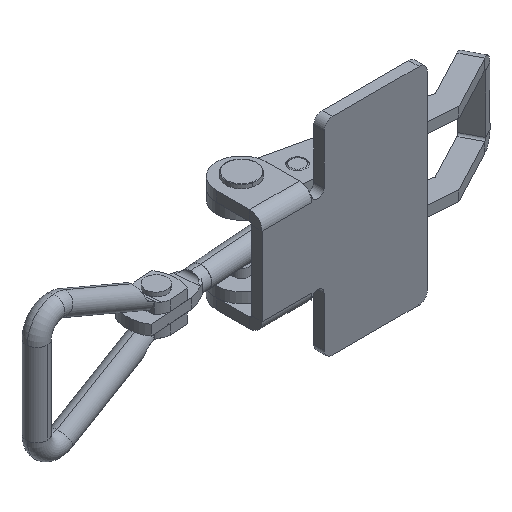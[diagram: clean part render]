
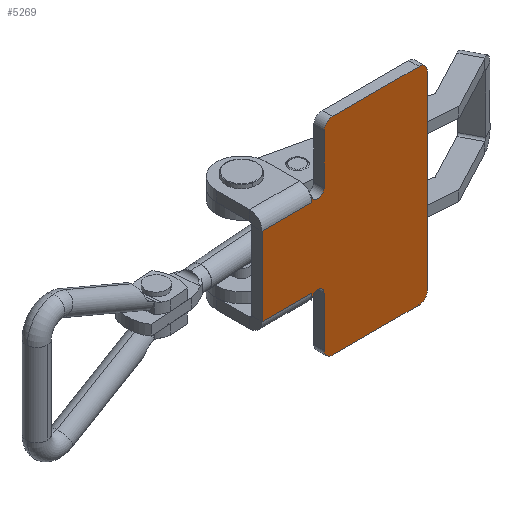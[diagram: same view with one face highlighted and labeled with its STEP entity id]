
A CAD part, isometric view. The second image highlights one B-rep face of the part: STEP entity #5269.
In plain terms, the highlighted planar face has unit normal (0, -1, 0).
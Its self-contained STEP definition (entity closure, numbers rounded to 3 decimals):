
#108 = EDGE_CURVE ( 'NONE', #2454, #4408, #1498, .T. ) ;
#170 = ORIENTED_EDGE ( 'NONE', *, *, #1618, .F. ) ;
#176 = ORIENTED_EDGE ( 'NONE', *, *, #841, .F. ) ;
#221 = AXIS2_PLACEMENT_3D ( 'NONE', #4983, #5314, #4157 ) ;
#246 = ORIENTED_EDGE ( 'NONE', *, *, #1163, .F. ) ;
#270 = VECTOR ( 'NONE', #1732, 1000. ) ;
#290 = CARTESIAN_POINT ( 'NONE',  ( 15., -2.5, -48. ) ) ;
#305 = AXIS2_PLACEMENT_3D ( 'NONE', #4594, #1711, #5107 ) ;
#321 = CARTESIAN_POINT ( 'NONE',  ( 17., -2.5, -50. ) ) ;
#342 = VECTOR ( 'NONE', #5696, 1000. ) ;
#398 = ORIENTED_EDGE ( 'NONE', *, *, #108, .F. ) ;
#606 = CARTESIAN_POINT ( 'NONE',  ( 17., -2.5, -2. ) ) ;
#611 = VERTEX_POINT ( 'NONE', #1971 ) ;
#640 = LINE ( 'NONE', #3820, #342 ) ;
#665 = CARTESIAN_POINT ( 'NONE',  ( 12., -2.5, -15.5 ) ) ;
#669 = CARTESIAN_POINT ( 'NONE',  ( 15., -2.5, -48. ) ) ;
#683 = EDGE_CURVE ( 'NONE', #4788, #5536, #4577, .T. ) ;
#737 = CARTESIAN_POINT ( 'NONE',  ( 40., -2.5, -2. ) ) ;
#789 = EDGE_CURVE ( 'NONE', #4408, #4788, #807, .T. ) ;
#807 = LINE ( 'NONE', #669, #4823 ) ;
#841 = EDGE_CURVE ( 'NONE', #5159, #5423, #3687, .T. ) ;
#848 = EDGE_CURVE ( 'NONE', #5423, #2707, #5907, .T. ) ;
#941 = DIRECTION ( 'NONE',  ( 0., 0., 1. ) ) ;
#1087 = ORIENTED_EDGE ( 'NONE', *, *, #1505, .F. ) ;
#1092 = VERTEX_POINT ( 'NONE', #4248 ) ;
#1131 = VERTEX_POINT ( 'NONE', #3924 ) ;
#1163 = EDGE_CURVE ( 'NONE', #5289, #2454, #4334, .T. ) ;
#1213 = CARTESIAN_POINT ( 'NONE',  ( 38., -2.5, -48. ) ) ;
#1279 = ORIENTED_EDGE ( 'NONE', *, *, #1780, .F. ) ;
#1376 = CIRCLE ( 'NONE', #305, 1.5 ) ;
#1434 = DIRECTION ( 'NONE',  ( 0., 0., -1. ) ) ;
#1471 = LINE ( 'NONE', #2713, #270 ) ;
#1498 = CIRCLE ( 'NONE', #4697, 2. ) ;
#1501 = PLANE ( 'NONE',  #2735 ) ;
#1505 = EDGE_CURVE ( 'NONE', #5214, #5289, #1516, .T. ) ;
#1516 = CIRCLE ( 'NONE', #2661, 2. ) ;
#1518 = ORIENTED_EDGE ( 'NONE', *, *, #5819, .F. ) ;
#1532 = VECTOR ( 'NONE', #5777, 1000. ) ;
#1579 = VERTEX_POINT ( 'NONE', #1626 ) ;
#1581 = CARTESIAN_POINT ( 'NONE',  ( 15., -2.5, -36. ) ) ;
#1587 = EDGE_LOOP ( 'NONE', ( #5350, #4329, #1518, #1901, #3258, #176, #3552, #5661, #170, #3641, #3794, #398, #246, #1087, #1279, #5894, #2217 ) ) ;
#1618 = EDGE_CURVE ( 'NONE', #5536, #2884, #4687, .T. ) ;
#1626 = CARTESIAN_POINT ( 'NONE',  ( 15., -2.5, -2. ) ) ;
#1711 = DIRECTION ( 'NONE',  ( 0., -1., 0. ) ) ;
#1732 = DIRECTION ( 'NONE',  ( 1., 0., 0. ) ) ;
#1755 = LINE ( 'NONE', #3465, #2913 ) ;
#1780 = EDGE_CURVE ( 'NONE', #2280, #5214, #3746, .T. ) ;
#1876 = CARTESIAN_POINT ( 'NONE',  ( 17., -2.5, -50. ) ) ;
#1901 = ORIENTED_EDGE ( 'NONE', *, *, #3532, .F. ) ;
#1915 = VECTOR ( 'NONE', #3623, 1000. ) ;
#1944 = EDGE_CURVE ( 'NONE', #1579, #4068, #2210, .T. ) ;
#1962 = AXIS2_PLACEMENT_3D ( 'NONE', #4765, #2415, #5010 ) ;
#1964 = DIRECTION ( 'NONE',  ( 0., 0., -1. ) ) ;
#1971 = CARTESIAN_POINT ( 'NONE',  ( 12., -2.5, -14. ) ) ;
#2023 = CARTESIAN_POINT ( 'NONE',  ( 12., -2.5, -36. ) ) ;
#2066 = LINE ( 'NONE', #5796, #3356 ) ;
#2103 = VECTOR ( 'NONE', #4875, 1000. ) ;
#2135 = DIRECTION ( 'NONE',  ( 0., 0., -1. ) ) ;
#2210 = CIRCLE ( 'NONE', #5263, 2. ) ;
#2217 = ORIENTED_EDGE ( 'NONE', *, *, #4988, .F. ) ;
#2268 = CARTESIAN_POINT ( 'NONE',  ( 40., -2.5, -2. ) ) ;
#2280 = VERTEX_POINT ( 'NONE', #2268 ) ;
#2322 = VECTOR ( 'NONE', #2135, 1000. ) ;
#2370 = DIRECTION ( 'NONE',  ( 0., 1., 0. ) ) ;
#2415 = DIRECTION ( 'NONE',  ( 0., 1., 0. ) ) ;
#2454 = VERTEX_POINT ( 'NONE', #1876 ) ;
#2638 = EDGE_CURVE ( 'NONE', #3976, #2280, #3077, .T. ) ;
#2661 = AXIS2_PLACEMENT_3D ( 'NONE', #1213, #5623, #1434 ) ;
#2678 = FACE_OUTER_BOUND ( 'NONE', #1587, .T. ) ;
#2707 = VERTEX_POINT ( 'NONE', #665 ) ;
#2713 = CARTESIAN_POINT ( 'NONE',  ( 17., -2.5, 0. ) ) ;
#2735 = AXIS2_PLACEMENT_3D ( 'NONE', #606, #4876, #1964 ) ;
#2884 = VERTEX_POINT ( 'NONE', #2023 ) ;
#2900 = CARTESIAN_POINT ( 'NONE',  ( 0., -2.5, -15.5 ) ) ;
#2913 = VECTOR ( 'NONE', #4422, 1000. ) ;
#2917 = CARTESIAN_POINT ( 'NONE',  ( 40., -2.5, -48. ) ) ;
#2951 = DIRECTION ( 'NONE',  ( -1., 0., 0. ) ) ;
#2954 = CARTESIAN_POINT ( 'NONE',  ( 38., -2.5, -50. ) ) ;
#3021 = AXIS2_PLACEMENT_3D ( 'NONE', #4037, #5653, #5246 ) ;
#3077 = CIRCLE ( 'NONE', #1962, 2. ) ;
#3192 = CARTESIAN_POINT ( 'NONE',  ( 17., -2.5, -48. ) ) ;
#3258 = ORIENTED_EDGE ( 'NONE', *, *, #848, .F. ) ;
#3356 = VECTOR ( 'NONE', #2951, 1000. ) ;
#3413 = CARTESIAN_POINT ( 'NONE',  ( 15., -2.5, -2. ) ) ;
#3456 = EDGE_CURVE ( 'NONE', #1131, #5159, #2066, .T. ) ;
#3465 = CARTESIAN_POINT ( 'NONE',  ( 12., -2.5, -15.5 ) ) ;
#3532 = EDGE_CURVE ( 'NONE', #2707, #611, #1755, .T. ) ;
#3552 = ORIENTED_EDGE ( 'NONE', *, *, #3456, .F. ) ;
#3623 = DIRECTION ( 'NONE',  ( -1., 0., 0. ) ) ;
#3641 = ORIENTED_EDGE ( 'NONE', *, *, #683, .F. ) ;
#3687 = LINE ( 'NONE', #4828, #2103 ) ;
#3746 = LINE ( 'NONE', #737, #2322 ) ;
#3794 = ORIENTED_EDGE ( 'NONE', *, *, #789, .F. ) ;
#3808 = CARTESIAN_POINT ( 'NONE',  ( 17., -2.5, 0. ) ) ;
#3820 = CARTESIAN_POINT ( 'NONE',  ( 12., -2.5, -34.5 ) ) ;
#3924 = CARTESIAN_POINT ( 'NONE',  ( 12., -2.5, -34.5 ) ) ;
#3933 = LINE ( 'NONE', #3413, #1532 ) ;
#3976 = VERTEX_POINT ( 'NONE', #5275 ) ;
#4037 = CARTESIAN_POINT ( 'NONE',  ( 13.5, -2.5, -36. ) ) ;
#4068 = VERTEX_POINT ( 'NONE', #3808 ) ;
#4157 = DIRECTION ( 'NONE',  ( 0., 0., 1. ) ) ;
#4240 = DIRECTION ( 'NONE',  ( 0., 1., 0. ) ) ;
#4248 = CARTESIAN_POINT ( 'NONE',  ( 15., -2.5, -14. ) ) ;
#4329 = ORIENTED_EDGE ( 'NONE', *, *, #5258, .F. ) ;
#4334 = LINE ( 'NONE', #321, #1915 ) ;
#4399 = CARTESIAN_POINT ( 'NONE',  ( 13.5, -2.5, -34.5 ) ) ;
#4408 = VERTEX_POINT ( 'NONE', #290 ) ;
#4422 = DIRECTION ( 'NONE',  ( 0., 0., 1. ) ) ;
#4478 = CARTESIAN_POINT ( 'NONE',  ( 0., -2.5, -15.5 ) ) ;
#4577 = CIRCLE ( 'NONE', #3021, 1.5 ) ;
#4594 = CARTESIAN_POINT ( 'NONE',  ( 13.5, -2.5, -14. ) ) ;
#4687 = CIRCLE ( 'NONE', #221, 1.5 ) ;
#4697 = AXIS2_PLACEMENT_3D ( 'NONE', #3192, #2370, #5056 ) ;
#4722 = EDGE_CURVE ( 'NONE', #2884, #1131, #640, .T. ) ;
#4765 = CARTESIAN_POINT ( 'NONE',  ( 38., -2.5, -2. ) ) ;
#4788 = VERTEX_POINT ( 'NONE', #1581 ) ;
#4823 = VECTOR ( 'NONE', #941, 1000. ) ;
#4828 = CARTESIAN_POINT ( 'NONE',  ( 0., -2.5, -15.5 ) ) ;
#4875 = DIRECTION ( 'NONE',  ( 0., 0., 1. ) ) ;
#4876 = DIRECTION ( 'NONE',  ( 0., -1., 0. ) ) ;
#4983 = CARTESIAN_POINT ( 'NONE',  ( 13.5, -2.5, -36. ) ) ;
#4988 = EDGE_CURVE ( 'NONE', #4068, #3976, #1471, .T. ) ;
#5010 = DIRECTION ( 'NONE',  ( 0., 0., 1. ) ) ;
#5056 = DIRECTION ( 'NONE',  ( 0., 0., 1. ) ) ;
#5107 = DIRECTION ( 'NONE',  ( 0., 0., -1. ) ) ;
#5159 = VERTEX_POINT ( 'NONE', #5709 ) ;
#5214 = VERTEX_POINT ( 'NONE', #2917 ) ;
#5246 = DIRECTION ( 'NONE',  ( 0., 0., 1. ) ) ;
#5258 = EDGE_CURVE ( 'NONE', #1092, #1579, #3933, .T. ) ;
#5263 = AXIS2_PLACEMENT_3D ( 'NONE', #5703, #4240, #5974 ) ;
#5269 = ADVANCED_FACE ( 'NONE', ( #2678 ), #1501, .T. ) ;
#5271 = DIRECTION ( 'NONE',  ( 1., 0., 0. ) ) ;
#5275 = CARTESIAN_POINT ( 'NONE',  ( 38., -2.5, 0. ) ) ;
#5289 = VERTEX_POINT ( 'NONE', #2954 ) ;
#5314 = DIRECTION ( 'NONE',  ( 0., -1., 0. ) ) ;
#5350 = ORIENTED_EDGE ( 'NONE', *, *, #1944, .F. ) ;
#5423 = VERTEX_POINT ( 'NONE', #2900 ) ;
#5536 = VERTEX_POINT ( 'NONE', #4399 ) ;
#5562 = VECTOR ( 'NONE', #5271, 1000. ) ;
#5623 = DIRECTION ( 'NONE',  ( 0., 1., 0. ) ) ;
#5653 = DIRECTION ( 'NONE',  ( 0., -1., 0. ) ) ;
#5661 = ORIENTED_EDGE ( 'NONE', *, *, #4722, .F. ) ;
#5696 = DIRECTION ( 'NONE',  ( 0., 0., 1. ) ) ;
#5703 = CARTESIAN_POINT ( 'NONE',  ( 17., -2.5, -2. ) ) ;
#5709 = CARTESIAN_POINT ( 'NONE',  ( 0., -2.5, -34.5 ) ) ;
#5777 = DIRECTION ( 'NONE',  ( 0., 0., 1. ) ) ;
#5796 = CARTESIAN_POINT ( 'NONE',  ( 0., -2.5, -34.5 ) ) ;
#5819 = EDGE_CURVE ( 'NONE', #611, #1092, #1376, .T. ) ;
#5894 = ORIENTED_EDGE ( 'NONE', *, *, #2638, .F. ) ;
#5907 = LINE ( 'NONE', #4478, #5562 ) ;
#5974 = DIRECTION ( 'NONE',  ( 0., 0., -1. ) ) ;
